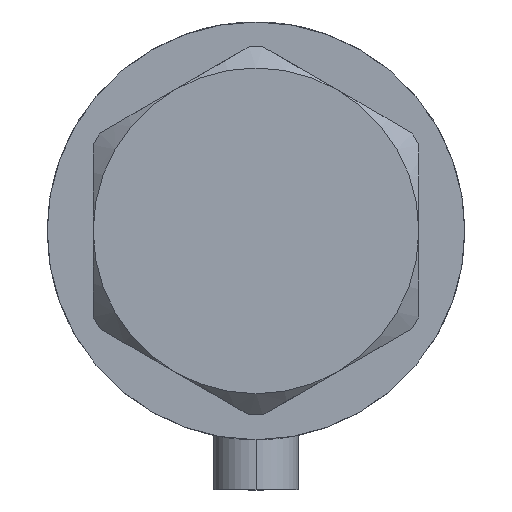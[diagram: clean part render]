
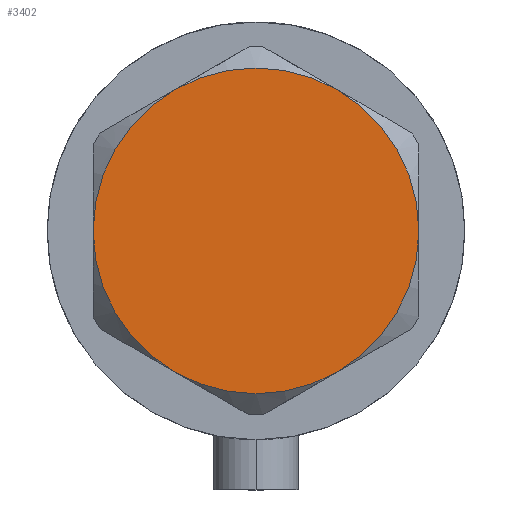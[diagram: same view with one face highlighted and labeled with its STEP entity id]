
A CAD part, left-side view. The second image highlights one B-rep face of the part: STEP entity #3402.
In plain terms, the highlighted face is planar.
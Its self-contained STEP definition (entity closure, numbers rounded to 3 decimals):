
#397 = CIRCLE ( 'NONE', #2826, 23. ) ;
#540 = EDGE_CURVE ( 'NONE', #2777, #3739, #662, .T. ) ;
#542 = AXIS2_PLACEMENT_3D ( 'NONE', #3320, #4333, #2336 ) ;
#552 = DIRECTION ( 'NONE',  ( 1., 0., 0. ) ) ;
#620 = CARTESIAN_POINT ( 'NONE',  ( 11.5, -19.919, 13. ) ) ;
#662 = CIRCLE ( 'NONE', #4179, 23. ) ;
#916 = VERTEX_POINT ( 'NONE', #620 ) ;
#971 = PLANE ( 'NONE',  #542 ) ;
#1270 = AXIS2_PLACEMENT_3D ( 'NONE', #1506, #2477, #3862 ) ;
#1273 = CIRCLE ( 'NONE', #3210, 23. ) ;
#1416 = CARTESIAN_POINT ( 'NONE',  ( 0., 0., 13. ) ) ;
#1443 = ORIENTED_EDGE ( 'NONE', *, *, #4110, .T. ) ;
#1506 = CARTESIAN_POINT ( 'NONE',  ( 0., 0., 13. ) ) ;
#1591 = CARTESIAN_POINT ( 'NONE',  ( 0., 0., 13. ) ) ;
#1740 = DIRECTION ( 'NONE',  ( 1., 0., 0. ) ) ;
#1953 = FACE_OUTER_BOUND ( 'NONE', #3517, .T. ) ;
#2012 = ORIENTED_EDGE ( 'NONE', *, *, #3763, .T. ) ;
#2024 = ORIENTED_EDGE ( 'NONE', *, *, #540, .T. ) ;
#2184 = AXIS2_PLACEMENT_3D ( 'NONE', #4021, #4383, #2363 ) ;
#2200 = EDGE_CURVE ( 'NONE', #2680, #916, #4271, .T. ) ;
#2260 = CARTESIAN_POINT ( 'NONE',  ( 23., 0., 13. ) ) ;
#2287 = ORIENTED_EDGE ( 'NONE', *, *, #2966, .T. ) ;
#2336 = DIRECTION ( 'NONE',  ( 1., 0., 0. ) ) ;
#2363 = DIRECTION ( 'NONE',  ( 1., 0., 0. ) ) ;
#2399 = CIRCLE ( 'NONE', #1270, 23. ) ;
#2428 = CARTESIAN_POINT ( 'NONE',  ( 0., 0., 13. ) ) ;
#2477 = DIRECTION ( 'NONE',  ( 0., 0., 1. ) ) ;
#2680 = VERTEX_POINT ( 'NONE', #3094 ) ;
#2686 = AXIS2_PLACEMENT_3D ( 'NONE', #1591, #3783, #552 ) ;
#2777 = VERTEX_POINT ( 'NONE', #2260 ) ;
#2806 = CARTESIAN_POINT ( 'NONE',  ( 0., 0., 13. ) ) ;
#2826 = AXIS2_PLACEMENT_3D ( 'NONE', #2428, #3334, #3241 ) ;
#2966 = EDGE_CURVE ( 'NONE', #3244, #2680, #3773, .T. ) ;
#3094 = CARTESIAN_POINT ( 'NONE',  ( -11.5, -19.919, 13. ) ) ;
#3098 = VERTEX_POINT ( 'NONE', #3794 ) ;
#3210 = AXIS2_PLACEMENT_3D ( 'NONE', #2806, #4184, #1740 ) ;
#3241 = DIRECTION ( 'NONE',  ( 1., 0., 0. ) ) ;
#3244 = VERTEX_POINT ( 'NONE', #3679 ) ;
#3320 = CARTESIAN_POINT ( 'NONE',  ( 0., 0., 13. ) ) ;
#3334 = DIRECTION ( 'NONE',  ( 0., 0., 1. ) ) ;
#3402 = ADVANCED_FACE ( 'NONE', ( #1953 ), #971, .T. ) ;
#3442 = ORIENTED_EDGE ( 'NONE', *, *, #4265, .T. ) ;
#3501 = DIRECTION ( 'NONE',  ( 1., 0., 0. ) ) ;
#3517 = EDGE_LOOP ( 'NONE', ( #2012, #2024, #3442, #1443, #2287, #3561 ) ) ;
#3561 = ORIENTED_EDGE ( 'NONE', *, *, #2200, .T. ) ;
#3679 = CARTESIAN_POINT ( 'NONE',  ( -23., 0., 13. ) ) ;
#3739 = VERTEX_POINT ( 'NONE', #4242 ) ;
#3763 = EDGE_CURVE ( 'NONE', #916, #2777, #2399, .T. ) ;
#3773 = CIRCLE ( 'NONE', #2184, 23. ) ;
#3783 = DIRECTION ( 'NONE',  ( 0., 0., 1. ) ) ;
#3794 = CARTESIAN_POINT ( 'NONE',  ( -11.5, 19.919, 13. ) ) ;
#3862 = DIRECTION ( 'NONE',  ( 1., 0., 0. ) ) ;
#4021 = CARTESIAN_POINT ( 'NONE',  ( 0., 0., 13. ) ) ;
#4110 = EDGE_CURVE ( 'NONE', #3098, #3244, #1273, .T. ) ;
#4179 = AXIS2_PLACEMENT_3D ( 'NONE', #1416, #4247, #3501 ) ;
#4184 = DIRECTION ( 'NONE',  ( 0., 0., 1. ) ) ;
#4242 = CARTESIAN_POINT ( 'NONE',  ( 11.5, 19.919, 13. ) ) ;
#4247 = DIRECTION ( 'NONE',  ( 0., 0., 1. ) ) ;
#4265 = EDGE_CURVE ( 'NONE', #3739, #3098, #397, .T. ) ;
#4271 = CIRCLE ( 'NONE', #2686, 23. ) ;
#4333 = DIRECTION ( 'NONE',  ( 0., 0., 1. ) ) ;
#4383 = DIRECTION ( 'NONE',  ( 0., 0., 1. ) ) ;
